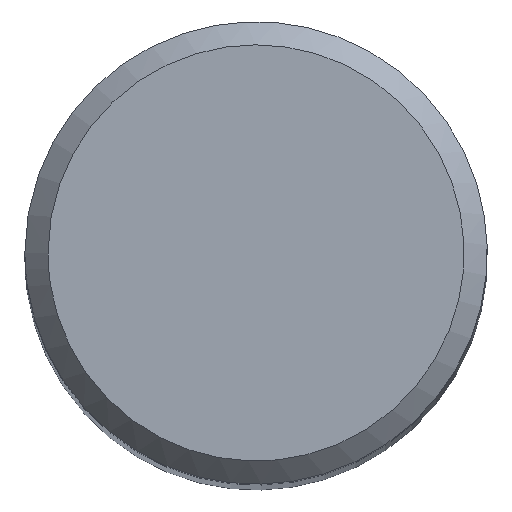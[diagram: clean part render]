
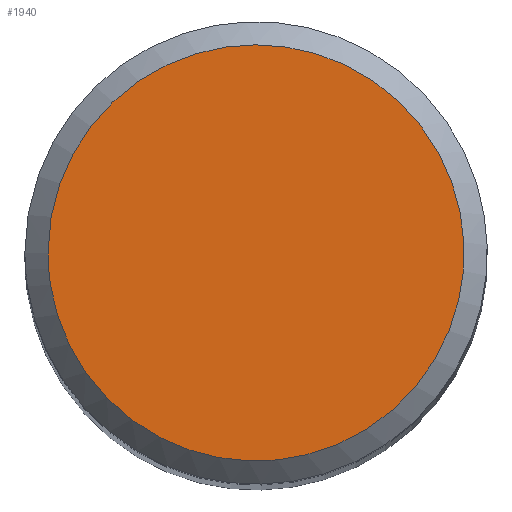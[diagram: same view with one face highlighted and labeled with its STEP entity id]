
A CAD part, top view. The second image highlights one B-rep face of the part: STEP entity #1940.
In plain terms, the highlighted free-form (B-spline) face has degree [1, 1] with [2, 2] control points.
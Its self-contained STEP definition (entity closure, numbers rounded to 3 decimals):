
#1430 = CARTESIAN_POINT ('', (-2.915, 0., 0.));
#1440 = VERTEX_POINT ('', #1430);
#1500 = CARTESIAN_POINT ('', (-2.915, 0., 0.));
#1510 = CARTESIAN_POINT ('', (-2.915, 2.915, 0.));
#1520 = CARTESIAN_POINT ('', (0., 2.915, 0.));
#1530 = CARTESIAN_POINT ('', (2.915, 2.915, 0.));
#1540 = CARTESIAN_POINT ('', (2.915, 0., 0.));
#1550 = CARTESIAN_POINT ('', (2.915, -2.915, 0.));
#1560 = CARTESIAN_POINT ('', (0., -2.915, 0.));
#1570 = CARTESIAN_POINT ('', (-2.915, -2.915, 0.));
#1580 = CARTESIAN_POINT ('', (-2.915, 0., 0.));
#1590 = (
   BOUNDED_CURVE ()
   B_SPLINE_CURVE (2, (#1500, #1510, #1520, #1530, #1540, #1550, #1560, #1570, #1580), .UNSPECIFIED., .T., .U.)
   B_SPLINE_CURVE_WITH_KNOTS ((3, 2, 2, 2, 3), (0., 0.25, 0.5, 0.75, 1.), .UNSPECIFIED.)
   CURVE ()
   GEOMETRIC_REPRESENTATION_ITEM ()
   RATIONAL_B_SPLINE_CURVE ((1., 0.707, 1., 0.707, 1., 0.707, 1., 0.707, 1.))
   REPRESENTATION_ITEM ('')
);
#1600 = EDGE_CURVE ('', #1440, #1440, #1590, .T.);
#1860 = ORIENTED_EDGE ('', *, *, #1600, .F.);
#1870 = EDGE_LOOP ('', (#1860));
#1880 = FACE_OUTER_BOUND ('', #1870, .T.);
#1890 = CARTESIAN_POINT ('', (2.915, -2.915, 0.));
#1900 = CARTESIAN_POINT ('', (-2.915, -2.915, 0.));
#1910 = CARTESIAN_POINT ('', (2.915, 2.915, 0.));
#1920 = CARTESIAN_POINT ('', (-2.915, 2.915, 0.));
#1930 = B_SPLINE_SURFACE_WITH_KNOTS ('', 1, 1, ((#1890, #1900), (#1910, #1920)), .UNSPECIFIED., .F., .F., .U., (2, 2), (2, 2), (0.045, 0.955), (0.045, 0.955), .UNSPECIFIED.);
#1940 = ADVANCED_FACE ('', (#1880), #1930, .T.);
